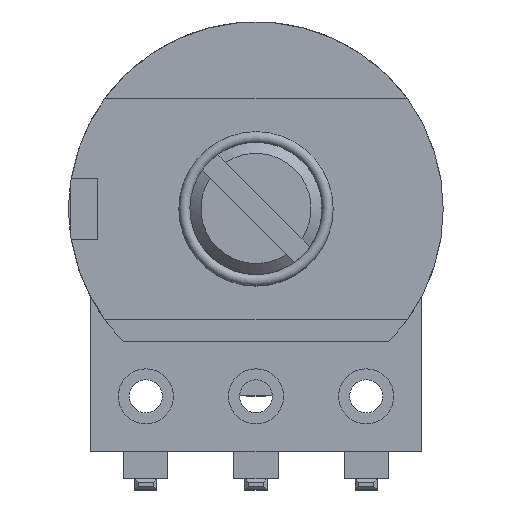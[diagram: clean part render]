
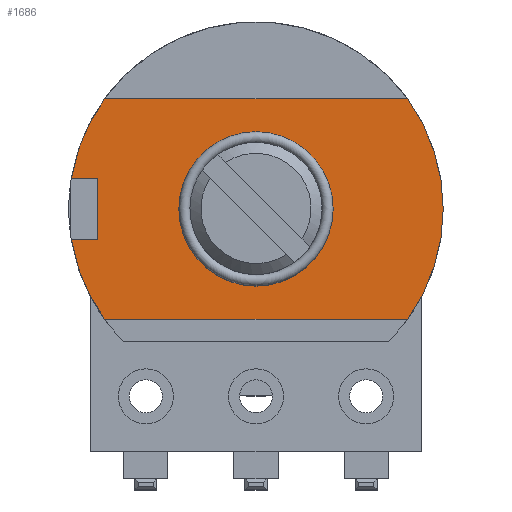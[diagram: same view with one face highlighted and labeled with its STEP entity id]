
A CAD part, top view. The second image highlights one B-rep face of the part: STEP entity #1686.
In plain terms, the highlighted planar face has unit normal (0, 0, 1).
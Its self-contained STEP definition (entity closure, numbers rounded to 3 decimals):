
#37=FACE_BOUND('',#255,.T.);
#63=PLANE('',#1834);
#148=FACE_OUTER_BOUND('',#254,.T.);
#254=EDGE_LOOP('',(#1231,#1232,#1233,#1234,#1235,#1236,#1237,#1238));
#255=EDGE_LOOP('',(#1239));
#382=LINE('',#2568,#551);
#384=LINE('',#2572,#553);
#386=LINE('',#2577,#555);
#387=LINE('',#2579,#556);
#388=LINE('',#2580,#557);
#551=VECTOR('',#2051,10.);
#553=VECTOR('',#2057,10.);
#555=VECTOR('',#2063,10.);
#556=VECTOR('',#2064,10.);
#557=VECTOR('',#2065,10.);
#709=CIRCLE('',#1809,3.5);
#716=CIRCLE('',#1818,8.5);
#721=CIRCLE('',#1823,8.5);
#723=CIRCLE('',#1825,8.5);
#776=VERTEX_POINT('',#2507);
#785=VERTEX_POINT('',#2528);
#786=VERTEX_POINT('',#2530);
#794=VERTEX_POINT('',#2547);
#795=VERTEX_POINT('',#2549);
#798=VERTEX_POINT('',#2555);
#799=VERTEX_POINT('',#2557);
#801=VERTEX_POINT('',#2576);
#802=VERTEX_POINT('',#2578);
#933=EDGE_CURVE('',#776,#776,#709,.T.);
#943=EDGE_CURVE('',#786,#785,#716,.T.);
#953=EDGE_CURVE('',#795,#794,#721,.T.);
#957=EDGE_CURVE('',#799,#798,#723,.T.);
#962=EDGE_CURVE('',#798,#795,#382,.T.);
#964=EDGE_CURVE('',#785,#799,#384,.T.);
#966=EDGE_CURVE('',#794,#801,#386,.T.);
#967=EDGE_CURVE('',#801,#802,#387,.T.);
#968=EDGE_CURVE('',#802,#786,#388,.T.);
#1231=ORIENTED_EDGE('',*,*,#962,.T.);
#1232=ORIENTED_EDGE('',*,*,#953,.T.);
#1233=ORIENTED_EDGE('',*,*,#966,.T.);
#1234=ORIENTED_EDGE('',*,*,#967,.T.);
#1235=ORIENTED_EDGE('',*,*,#968,.T.);
#1236=ORIENTED_EDGE('',*,*,#943,.T.);
#1237=ORIENTED_EDGE('',*,*,#964,.T.);
#1238=ORIENTED_EDGE('',*,*,#957,.T.);
#1239=ORIENTED_EDGE('',*,*,#933,.F.);
#1686=ADVANCED_FACE('',(#148,#37),#63,.T.);
#1809=AXIS2_PLACEMENT_3D('',#2509,#1994,#1995);
#1818=AXIS2_PLACEMENT_3D('',#2531,#2015,#2016);
#1823=AXIS2_PLACEMENT_3D('',#2550,#2030,#2031);
#1825=AXIS2_PLACEMENT_3D('',#2558,#2036,#2037);
#1834=AXIS2_PLACEMENT_3D('',#2575,#2061,#2062);
#1994=DIRECTION('center_axis',(0.,0.,1.));
#1995=DIRECTION('ref_axis',(1.,0.,0.));
#2015=DIRECTION('center_axis',(0.,0.,1.));
#2016=DIRECTION('ref_axis',(1.,0.,0.));
#2030=DIRECTION('center_axis',(0.,0.,1.));
#2031=DIRECTION('ref_axis',(1.,0.,0.));
#2036=DIRECTION('center_axis',(0.,0.,1.));
#2037=DIRECTION('ref_axis',(1.,0.,0.));
#2051=DIRECTION('',(-1.,0.,0.));
#2057=DIRECTION('',(1.,0.,0.));
#2061=DIRECTION('center_axis',(0.,0.,1.));
#2062=DIRECTION('ref_axis',(1.,0.,0.));
#2063=DIRECTION('',(1.,0.,0.));
#2064=DIRECTION('',(0.,-1.,0.));
#2065=DIRECTION('',(-1.,0.,0.));
#2507=CARTESIAN_POINT('',(-3.5,0.,0.));
#2509=CARTESIAN_POINT('Origin',(0.,0.,0.));
#2528=CARTESIAN_POINT('',(-6.874,-5.,0.));
#2530=CARTESIAN_POINT('',(-8.384,-1.4,0.));
#2531=CARTESIAN_POINT('Origin',(0.,0.,0.));
#2547=CARTESIAN_POINT('',(-8.384,1.4,0.));
#2549=CARTESIAN_POINT('',(-6.874,5.,0.));
#2550=CARTESIAN_POINT('Origin',(0.,0.,0.));
#2555=CARTESIAN_POINT('',(6.874,5.,0.));
#2557=CARTESIAN_POINT('',(6.874,-5.,0.));
#2558=CARTESIAN_POINT('Origin',(0.,0.,0.));
#2568=CARTESIAN_POINT('',(3.437,5.,0.));
#2572=CARTESIAN_POINT('',(-3.437,-5.,0.));
#2575=CARTESIAN_POINT('Origin',(0.,0.,0.));
#2576=CARTESIAN_POINT('',(-7.2,1.4,0.));
#2577=CARTESIAN_POINT('',(-8.4,1.4,0.));
#2578=CARTESIAN_POINT('',(-7.2,-1.4,0.));
#2579=CARTESIAN_POINT('',(-7.2,1.4,0.));
#2580=CARTESIAN_POINT('',(-7.2,-1.4,0.));
